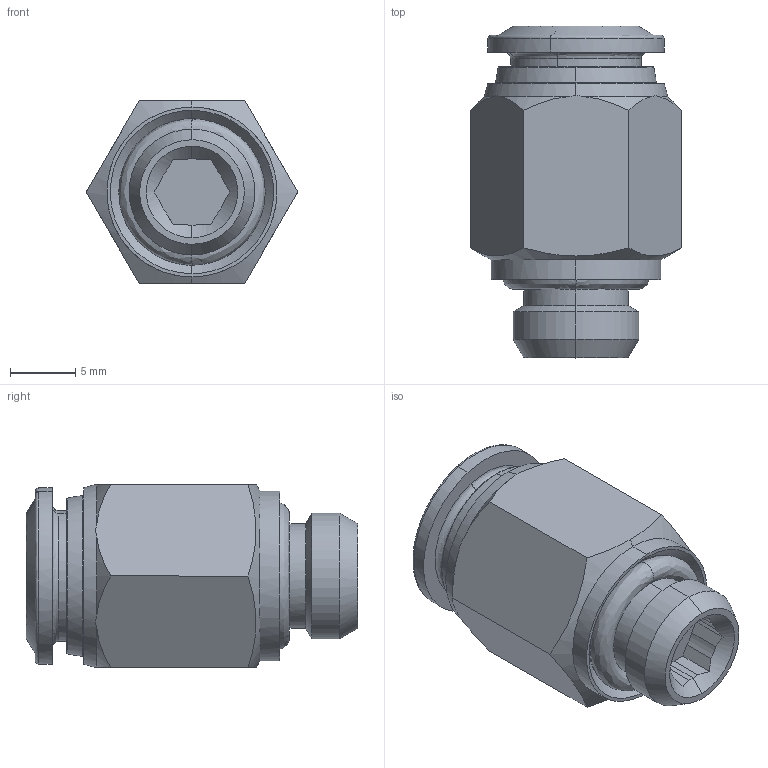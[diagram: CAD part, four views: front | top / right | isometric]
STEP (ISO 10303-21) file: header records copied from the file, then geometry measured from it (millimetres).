
FILE_DESCRIPTION (( 'STEP AP214' ), '1' );
FILE_NAME ('PC08-G01_ME.STEP', '2018-09-06T08:40:10', ( '' ), ( '' ), 'SwSTEP 2.0', 'SolidWorks 2018', '' );
FILE_SCHEMA (( 'AUTOMOTIVE_DESIGN' ));
Length unit declared in the file: millimetre
Products named in the file (1): PC08-G01_ME
Bounding box: 16.17 x 25.4 x 14 mm (x, y, z)
Volume: 2996.7 mm3; surface area: 1780.4 mm2
Topology: 1 solids, 1 shells, 93 faces, 230 edges, 145 vertices
Faces by surface type: bspline 93
Entity records: 4033 total; most frequent: CARTESIAN_POINT 2641, ORIENTED_EDGE 460, EDGE_CURVE 230, B_SPLINE_CURVE_WITH_KNOTS 161, VERTEX_POINT 145, EDGE_LOOP 103, FACE_OUTER_BOUND 93, ADVANCED_FACE 93
